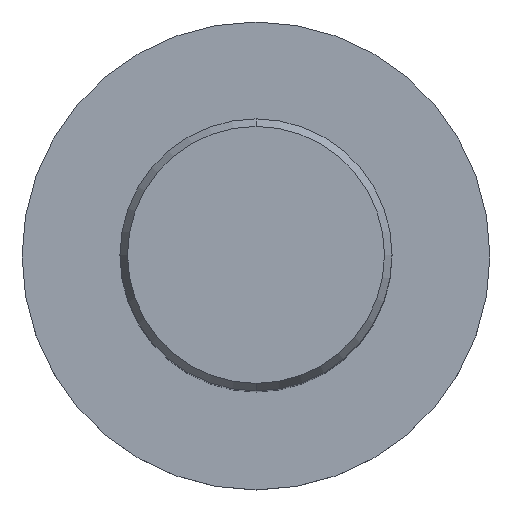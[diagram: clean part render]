
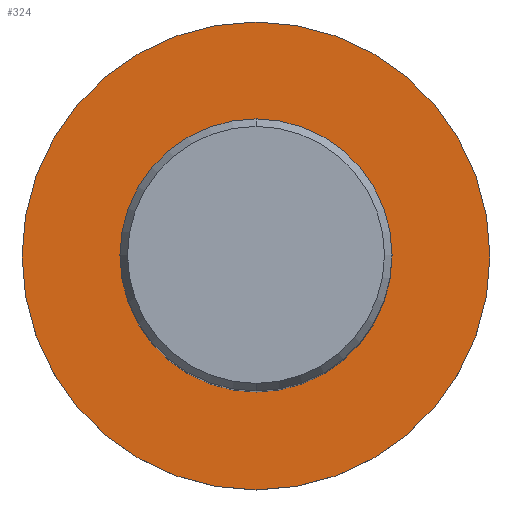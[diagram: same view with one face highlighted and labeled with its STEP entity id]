
A CAD part, top view. The second image highlights one B-rep face of the part: STEP entity #324.
In plain terms, the highlighted planar face has unit normal (0, 0, 1).
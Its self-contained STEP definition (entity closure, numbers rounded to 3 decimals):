
#174=EDGE_CURVE('',#270,#416,#460,.T.);
#210=EDGE_CURVE('',#416,#270,#502,.T.);
#240=EDGE_CURVE('',#274,#356,#534,.T.);
#270=VERTEX_POINT('',#565);
#274=VERTEX_POINT('',#569);
#324=ADVANCED_FACE('',(#625,#626),#627,.T.);
#352=EDGE_CURVE('',#356,#274,#657,.T.);
#356=VERTEX_POINT('',#661);
#416=VERTEX_POINT('',#726);
#460=CIRCLE('',#769,21.5);
#502=CIRCLE('',#831,21.5);
#534=CIRCLE('',#873,12.5);
#565=CARTESIAN_POINT('',(0.,-21.5,-56.0));
#569=CARTESIAN_POINT('',(0.,-12.5,-56.0));
#625=FACE_BOUND('',#1015,.T.);
#626=FACE_OUTER_BOUND('',#1016,.T.);
#627=PLANE('',#1017);
#657=CIRCLE('',#1111,12.5);
#661=CARTESIAN_POINT('',(0.0,12.5,-56.0));
#726=CARTESIAN_POINT('',(0.0,21.5,-56.0));
#769=AXIS2_PLACEMENT_3D('',#1400,#1401,#1402);
#831=AXIS2_PLACEMENT_3D('',#1465,#1466,#1467);
#873=AXIS2_PLACEMENT_3D('',#1496,#1497,#1498);
#1015=EDGE_LOOP('',(#1583,#1584));
#1016=EDGE_LOOP('',(#1585,#1586));
#1017=AXIS2_PLACEMENT_3D('',#1587,#1588,#1589);
#1111=AXIS2_PLACEMENT_3D('',#1606,#1607,#1608);
#1400=CARTESIAN_POINT('',(0.0,0.0,-56.0));
#1401=DIRECTION('',(0.0,0.0,-1.0));
#1402=DIRECTION('',(0.0,1.0,0.0));
#1465=CARTESIAN_POINT('',(0.0,0.0,-56.0));
#1466=DIRECTION('',(0.0,0.0,-1.0));
#1467=DIRECTION('',(0.0,1.0,0.0));
#1496=CARTESIAN_POINT('',(0.0,0.0,-56.0));
#1497=DIRECTION('',(-0.0,0.0,-1.0));
#1498=DIRECTION('',(0.0,1.0,0.0));
#1583=ORIENTED_EDGE('',*,*,#352,.T.);
#1584=ORIENTED_EDGE('',*,*,#240,.T.);
#1585=ORIENTED_EDGE('',*,*,#210,.F.);
#1586=ORIENTED_EDGE('',*,*,#174,.F.);
#1587=CARTESIAN_POINT('',(0.0,10.75,-56.0));
#1588=DIRECTION('',(-0.0,0.0,1.0));
#1589=DIRECTION('',(0.0,-1.0,0.0));
#1606=CARTESIAN_POINT('',(0.0,0.0,-56.0));
#1607=DIRECTION('',(-0.0,0.0,-1.0));
#1608=DIRECTION('',(0.0,1.0,0.0));
